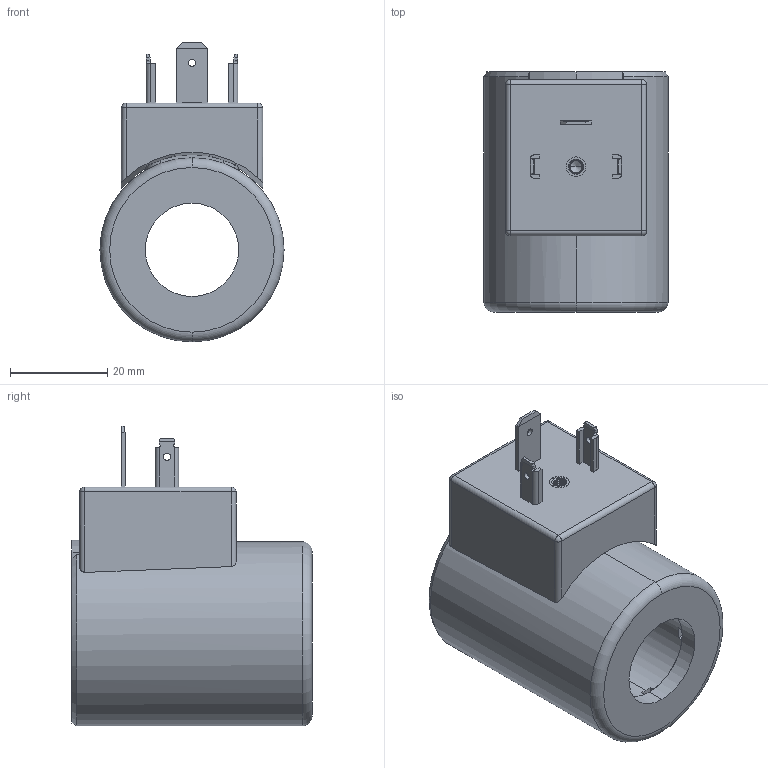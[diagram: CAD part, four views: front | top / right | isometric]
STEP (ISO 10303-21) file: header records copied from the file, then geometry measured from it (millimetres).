
FILE_DESCRIPTION (( 'STEP AP203' ), '1' );
FILE_NAME ('EC19A220H.STEP', '2021-05-07T01:24:50', ( '' ), ( '' ), 'SwSTEP 2.0', 'SolidWorks 2018', '' );
FILE_SCHEMA (( 'CONFIG_CONTROL_DESIGN' ));
Length unit declared in the file: millimetre
Products named in the file (4): 6GX37A49001_目錄用; EC19A220H; S4線圈插座型二次射出-A_目錄用; 6GX34A03001_組合用
Assembly tree (3 placements, depth 2):
  EC19A220H
    S4線圈插座型二次射出-A_目錄用
    6GX34A03001_組合用
    6GX37A49001_目錄用
Bounding box: 37.8 x 49.3 x 61.55 mm (x, y, z)
Volume: 52012 mm3; surface area: 25866.8 mm2
Topology: 3 solids, 3 shells, 226 faces, 596 edges, 380 vertices
Faces by surface type: plane 124, cylinder 79, cone 10, torus 6, sphere 4, bspline 3
Entity records: 8975 total; most frequent: CARTESIAN_POINT 3086, ORIENTED_EDGE 1180, DIRECTION 1108, EDGE_CURVE 590, VERTEX_POINT 380, AXIS2_PLACEMENT_3D 378, VECTOR 352, LINE 352
